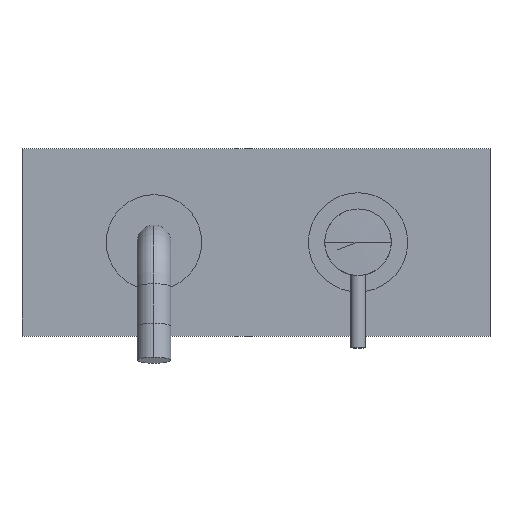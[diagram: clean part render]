
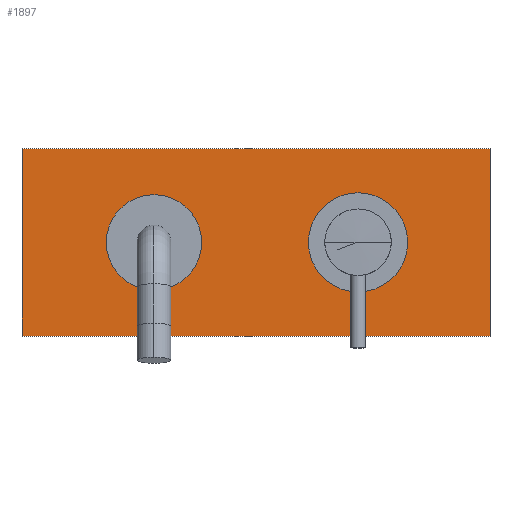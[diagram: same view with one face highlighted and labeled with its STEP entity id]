
A CAD part, top view. The second image highlights one B-rep face of the part: STEP entity #1897.
In plain terms, the highlighted planar face has unit normal (0, 0, 1).
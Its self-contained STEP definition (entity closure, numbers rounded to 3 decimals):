
#1747=DIRECTION('',(1.,0.,0.));
#1748=VECTOR('',#1747,250.);
#1749=CARTESIAN_POINT('',(-179.5,-50.,46.));
#1750=LINE('',#1749,#1748);
#1751=DIRECTION('',(0.,-1.,0.));
#1752=VECTOR('',#1751,100.);
#1753=CARTESIAN_POINT('',(-179.5,50.,46.));
#1754=LINE('',#1753,#1752);
#1755=DIRECTION('',(-1.,0.,0.));
#1756=VECTOR('',#1755,250.);
#1757=CARTESIAN_POINT('',(70.5,50.,46.));
#1758=LINE('',#1757,#1756);
#1759=DIRECTION('',(0.,1.,0.));
#1760=VECTOR('',#1759,100.);
#1761=CARTESIAN_POINT('',(70.5,-50.,46.));
#1762=LINE('',#1761,#1760);
#1771=CARTESIAN_POINT('',(-179.5,-50.,46.));
#1772=CARTESIAN_POINT('',(70.5,-50.,46.));
#1773=VERTEX_POINT('',#1771);
#1774=VERTEX_POINT('',#1772);
#1775=CARTESIAN_POINT('',(70.5,50.,46.));
#1776=VERTEX_POINT('',#1775);
#1777=CARTESIAN_POINT('',(-179.5,50.,46.));
#1778=VERTEX_POINT('',#1777);
#1886=CARTESIAN_POINT('',(-54.5,0.,46.));
#1887=DIRECTION('',(0.,0.,1.));
#1888=DIRECTION('',(0.,1.,0.));
#1889=AXIS2_PLACEMENT_3D('',#1886,#1887,#1888);
#1890=PLANE('',#1889);
#1891=ORIENTED_EDGE('',*,*,#1810,.F.);
#1892=ORIENTED_EDGE('',*,*,#1832,.F.);
#1893=ORIENTED_EDGE('',*,*,#1853,.F.);
#1894=ORIENTED_EDGE('',*,*,#1873,.F.);
#1895=EDGE_LOOP('',(#1891,#1892,#1893,#1894));
#1896=FACE_OUTER_BOUND('',#1895,.F.);
#1897=ADVANCED_FACE('',(#1896),#1890,.T.);
#1810=EDGE_CURVE('',#1773,#1774,#1750,.T.);
#1832=EDGE_CURVE('',#1778,#1773,#1754,.T.);
#1853=EDGE_CURVE('',#1776,#1778,#1758,.T.);
#1873=EDGE_CURVE('',#1774,#1776,#1762,.T.);
